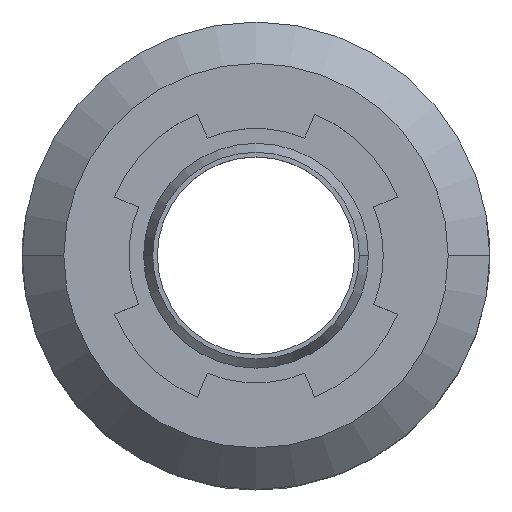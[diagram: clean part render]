
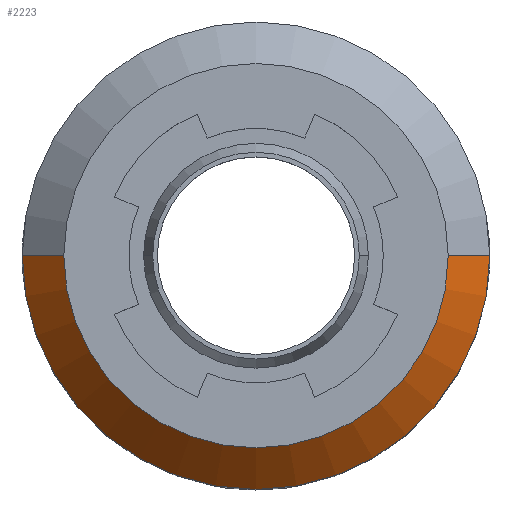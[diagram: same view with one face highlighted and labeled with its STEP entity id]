
A CAD part, top view. The second image highlights one B-rep face of the part: STEP entity #2223.
In plain terms, the highlighted conical face has half-angle 45 degrees and reference radius 18.5 mm.
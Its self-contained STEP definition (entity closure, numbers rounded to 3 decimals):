
#212 = AXIS2_PLACEMENT_3D ( 'NONE', #269, #228, #227 ) ;
#213 = CIRCLE ( 'NONE', #212, 22.5 ) ;
#227 = DIRECTION ( 'NONE',  ( 1., 0., 0. ) ) ;
#228 = DIRECTION ( 'NONE',  ( 0., 0., -1. ) ) ;
#269 = CARTESIAN_POINT ( 'NONE',  ( 0., 0., 28. ) ) ;
#311 = CARTESIAN_POINT ( 'NONE',  ( 0., 0., 32. ) ) ;
#317 = DIRECTION ( 'NONE',  ( 1., 0., 0. ) ) ;
#318 = DIRECTION ( 'NONE',  ( 0., 0., 1. ) ) ;
#319 = AXIS2_PLACEMENT_3D ( 'NONE', #311, #318, #317 ) ;
#320 = CIRCLE ( 'NONE', #319, 18.5 ) ;
#465 = DIRECTION ( 'NONE',  ( -1., 0., 0. ) ) ;
#466 = DIRECTION ( 'NONE',  ( 0., 0., -1. ) ) ;
#480 = FACE_OUTER_BOUND ( 'NONE', #2224, .T. ) ;
#485 = CARTESIAN_POINT ( 'NONE',  ( 0., 0., 32. ) ) ;
#508 = CONICAL_SURFACE ( 'NONE', #511, 18.5, 0.785 ) ;
#511 = AXIS2_PLACEMENT_3D ( 'NONE', #485, #466, #465 ) ;
#1202 = EDGE_CURVE ( 'NONE', #3297, #3300, #213, .T. ) ;
#1887 = CARTESIAN_POINT ( 'NONE',  ( 22.5, 0., 28. ) ) ;
#1888 = DIRECTION ( 'NONE',  ( 0.707, 0., -0.707 ) ) ;
#1889 = VECTOR ( 'NONE', #1888, 1000. ) ;
#1890 = CARTESIAN_POINT ( 'NONE',  ( -22.5, 0., 28. ) ) ;
#1914 = CARTESIAN_POINT ( 'NONE',  ( 18.5, 0., 32. ) ) ;
#1915 = LINE ( 'NONE', #1914, #1889 ) ;
#1924 = DIRECTION ( 'NONE',  ( -0.707, 0., -0.707 ) ) ;
#1925 = VECTOR ( 'NONE', #1924, 1000. ) ;
#1926 = CARTESIAN_POINT ( 'NONE',  ( -18.5, 0., 32. ) ) ;
#1927 = LINE ( 'NONE', #1926, #1925 ) ;
#1952 = CARTESIAN_POINT ( 'NONE',  ( -18.5, 0., 32. ) ) ;
#1953 = CARTESIAN_POINT ( 'NONE',  ( 18.5, 0., 32. ) ) ;
#2160 = EDGE_CURVE ( 'NONE', #3327, #3326, #320, .T. ) ;
#2223 = ADVANCED_FACE ( 'NONE', ( #480 ), #508, .T. ) ;
#2224 = EDGE_LOOP ( 'NONE', ( #2225, #2249, #2251, #2252 ) ) ;
#2225 = ORIENTED_EDGE ( 'NONE', *, *, #3296, .F. ) ;
#2249 = ORIENTED_EDGE ( 'NONE', *, *, #2160, .F. ) ;
#2251 = ORIENTED_EDGE ( 'NONE', *, *, #3302, .T. ) ;
#2252 = ORIENTED_EDGE ( 'NONE', *, *, #1202, .F. ) ;
#3296 = EDGE_CURVE ( 'NONE', #3326, #3297, #1915, .T. ) ;
#3297 = VERTEX_POINT ( 'NONE', #1887 ) ;
#3300 = VERTEX_POINT ( 'NONE', #1890 ) ;
#3302 = EDGE_CURVE ( 'NONE', #3327, #3300, #1927, .T. ) ;
#3326 = VERTEX_POINT ( 'NONE', #1953 ) ;
#3327 = VERTEX_POINT ( 'NONE', #1952 ) ;
